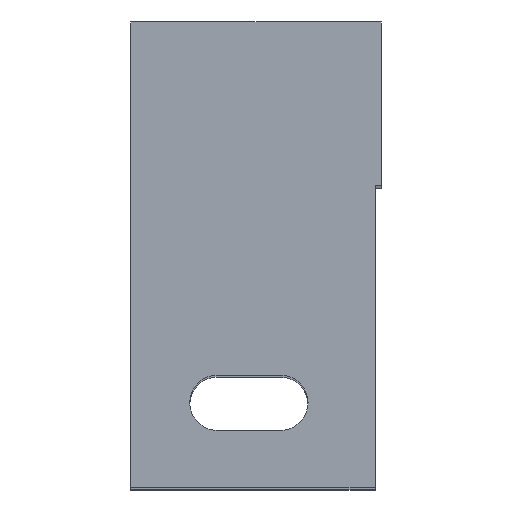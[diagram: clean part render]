
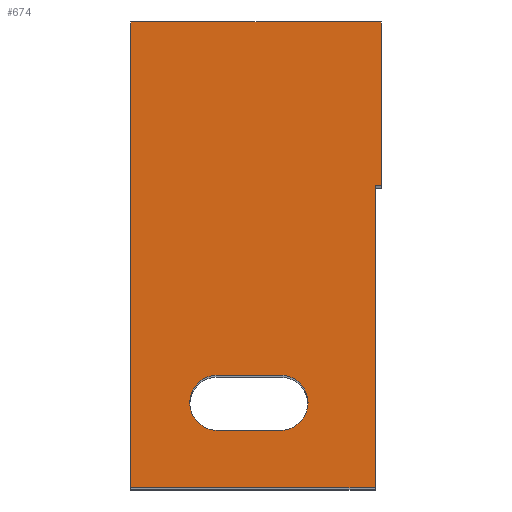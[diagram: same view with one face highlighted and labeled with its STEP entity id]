
A CAD part, top view. The second image highlights one B-rep face of the part: STEP entity #674.
In plain terms, the highlighted planar face has unit normal (0, 0, 1).
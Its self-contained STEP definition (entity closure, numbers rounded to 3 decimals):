
#3 = PLANE ( 'NONE',  #604 ) ;
#4 = DIRECTION ( 'NONE',  ( 0., 0., 1. ) ) ;
#8 = CARTESIAN_POINT ( 'NONE',  ( 1493.5, -58.3, 149.8 ) ) ;
#9 = ORIENTED_EDGE ( 'NONE', *, *, #728, .F. ) ;
#50 = DIRECTION ( 'NONE',  ( 1., 0., 0. ) ) ;
#52 = AXIS2_PLACEMENT_3D ( 'NONE', #345, #4, #396 ) ;
#60 = CARTESIAN_POINT ( 'NONE',  ( 1481.5, -51., 149.8 ) ) ;
#68 = DIRECTION ( 'NONE',  ( -1., 0., 0. ) ) ;
#71 = CARTESIAN_POINT ( 'NONE',  ( 1494.3, 0.8, 149.8 ) ) ;
#80 = VECTOR ( 'NONE', #68, 1000. ) ;
#107 = CARTESIAN_POINT ( 'NONE',  ( 1473.5, -51., 149.8 ) ) ;
#114 = CARTESIAN_POINT ( 'NONE',  ( 1492.5, -1., 149.8 ) ) ;
#120 = VERTEX_POINT ( 'NONE', #147 ) ;
#123 = CIRCLE ( 'NONE', #737, 3.5 ) ;
#133 = VERTEX_POINT ( 'NONE', #335 ) ;
#147 = CARTESIAN_POINT ( 'NONE',  ( 1462.5, 0.8, 149.8 ) ) ;
#153 = LINE ( 'NONE', #8, #432 ) ;
#169 = EDGE_CURVE ( 'NONE', #650, #675, #663, .T. ) ;
#173 = DIRECTION ( 'NONE',  ( 0., 0., 1. ) ) ;
#198 = ORIENTED_EDGE ( 'NONE', *, *, #169, .F. ) ;
#204 = EDGE_LOOP ( 'NONE', ( #553, #383, #721, #198 ) ) ;
#230 = ORIENTED_EDGE ( 'NONE', *, *, #679, .F. ) ;
#232 = CARTESIAN_POINT ( 'NONE',  ( 1494.3, -1.5, 149.8 ) ) ;
#236 = DIRECTION ( 'NONE',  ( 0., 0., 1. ) ) ;
#239 = CARTESIAN_POINT ( 'NONE',  ( 1462.5, -1., 149.8 ) ) ;
#248 = VECTOR ( 'NONE', #521, 1000. ) ;
#251 = ORIENTED_EDGE ( 'NONE', *, *, #690, .F. ) ;
#254 = VERTEX_POINT ( 'NONE', #576 ) ;
#267 = EDGE_CURVE ( 'NONE', #254, #280, #761, .T. ) ;
#272 = VERTEX_POINT ( 'NONE', #584 ) ;
#273 = EDGE_CURVE ( 'NONE', #504, #650, #746, .T. ) ;
#278 = VECTOR ( 'NONE', #50, 1000. ) ;
#280 = VERTEX_POINT ( 'NONE', #579 ) ;
#283 = CARTESIAN_POINT ( 'NONE',  ( 1492.5, -58.3, 149.8 ) ) ;
#290 = ORIENTED_EDGE ( 'NONE', *, *, #705, .T. ) ;
#293 = DIRECTION ( 'NONE',  ( 0., 1., 0. ) ) ;
#299 = DIRECTION ( 'NONE',  ( 0., 1., 0. ) ) ;
#332 = VECTOR ( 'NONE', #352, 1000. ) ;
#335 = CARTESIAN_POINT ( 'NONE',  ( 1494.3, -20., 149.8 ) ) ;
#345 = CARTESIAN_POINT ( 'NONE',  ( 1473.5, -47.5, 149.8 ) ) ;
#347 = CARTESIAN_POINT ( 'NONE',  ( 1473.5, -51., 149.8 ) ) ;
#352 = DIRECTION ( 'NONE',  ( -1., 0., 0. ) ) ;
#360 = LINE ( 'NONE', #525, #80 ) ;
#361 = VECTOR ( 'NONE', #299, 1000. ) ;
#363 = EDGE_CURVE ( 'NONE', #675, #373, #123, .T. ) ;
#373 = VERTEX_POINT ( 'NONE', #528 ) ;
#383 = ORIENTED_EDGE ( 'NONE', *, *, #683, .F. ) ;
#396 = DIRECTION ( 'NONE',  ( 1., 0., 0. ) ) ;
#405 = ORIENTED_EDGE ( 'NONE', *, *, #701, .T. ) ;
#422 = ORIENTED_EDGE ( 'NONE', *, *, #267, .F. ) ;
#427 = EDGE_LOOP ( 'NONE', ( #9, #422, #405, #251, #230, #290 ) ) ;
#432 = VECTOR ( 'NONE', #293, 1000. ) ;
#458 = DIRECTION ( 'NONE',  ( -1., 0., 0. ) ) ;
#470 = FACE_OUTER_BOUND ( 'NONE', #427, .T. ) ;
#504 = VERTEX_POINT ( 'NONE', #736 ) ;
#521 = DIRECTION ( 'NONE',  ( 0., -1., 0. ) ) ;
#525 = CARTESIAN_POINT ( 'NONE',  ( 1493.5, 0.8, 149.8 ) ) ;
#528 = CARTESIAN_POINT ( 'NONE',  ( 1481.5, -44., 149.8 ) ) ;
#541 = LINE ( 'NONE', #716, #332 ) ;
#553 = ORIENTED_EDGE ( 'NONE', *, *, #273, .F. ) ;
#576 = CARTESIAN_POINT ( 'NONE',  ( 1493.5, -58.3, 149.8 ) ) ;
#579 = CARTESIAN_POINT ( 'NONE',  ( 1462.5, -58.3, 149.8 ) ) ;
#584 = CARTESIAN_POINT ( 'NONE',  ( 1493.5, -20., 149.8 ) ) ;
#587 = DIRECTION ( 'NONE',  ( 0., -1., 0. ) ) ;
#591 = CARTESIAN_POINT ( 'NONE',  ( 1481.5, -47.5, 149.8 ) ) ;
#597 = VECTOR ( 'NONE', #642, 1000. ) ;
#604 = AXIS2_PLACEMENT_3D ( 'NONE', #114, #173, #587 ) ;
#626 = VECTOR ( 'NONE', #458, 1000. ) ;
#642 = DIRECTION ( 'NONE',  ( -1., 0., 0. ) ) ;
#650 = VERTEX_POINT ( 'NONE', #347 ) ;
#651 = CARTESIAN_POINT ( 'NONE',  ( 1481.5, -44., 149.8 ) ) ;
#655 = DIRECTION ( 'NONE',  ( 1., 0., 0. ) ) ;
#663 = LINE ( 'NONE', #107, #278 ) ;
#664 = LINE ( 'NONE', #232, #248 ) ;
#674 = ADVANCED_FACE ( 'NONE', ( #685, #470 ), #3, .T. ) ;
#675 = VERTEX_POINT ( 'NONE', #60 ) ;
#679 = EDGE_CURVE ( 'NONE', #756, #133, #664, .T. ) ;
#683 = EDGE_CURVE ( 'NONE', #373, #504, #727, .T. ) ;
#685 = FACE_BOUND ( 'NONE', #204, .T. ) ;
#690 = EDGE_CURVE ( 'NONE', #133, #272, #541, .T. ) ;
#701 = EDGE_CURVE ( 'NONE', #254, #272, #153, .T. ) ;
#705 = EDGE_CURVE ( 'NONE', #756, #120, #360, .T. ) ;
#716 = CARTESIAN_POINT ( 'NONE',  ( 1494.3, -20., 149.8 ) ) ;
#721 = ORIENTED_EDGE ( 'NONE', *, *, #363, .F. ) ;
#727 = LINE ( 'NONE', #651, #626 ) ;
#728 = EDGE_CURVE ( 'NONE', #280, #120, #755, .T. ) ;
#736 = CARTESIAN_POINT ( 'NONE',  ( 1473.5, -44., 149.8 ) ) ;
#737 = AXIS2_PLACEMENT_3D ( 'NONE', #591, #236, #655 ) ;
#746 = CIRCLE ( 'NONE', #52, 3.5 ) ;
#755 = LINE ( 'NONE', #239, #361 ) ;
#756 = VERTEX_POINT ( 'NONE', #71 ) ;
#761 = LINE ( 'NONE', #283, #597 ) ;
